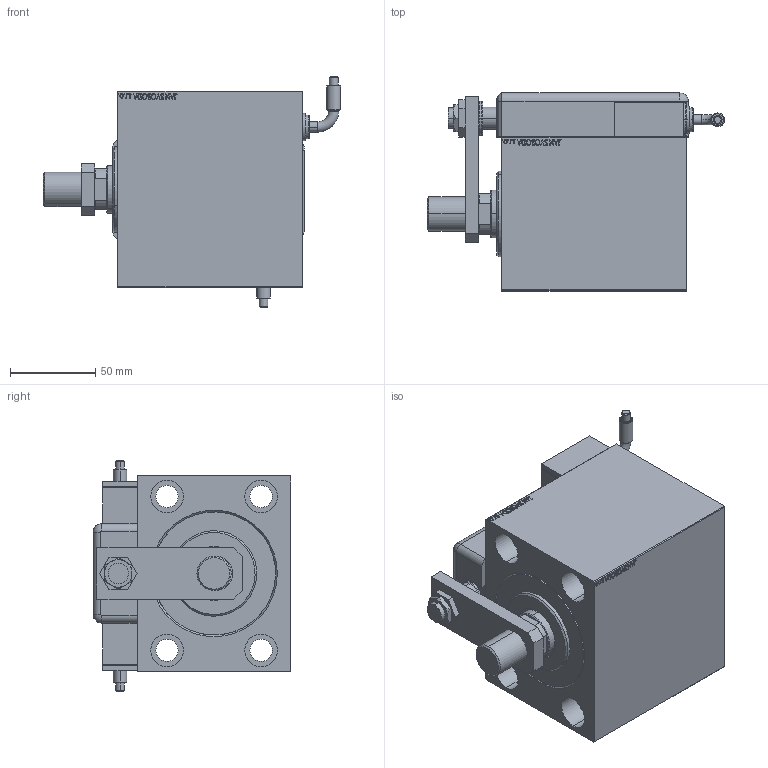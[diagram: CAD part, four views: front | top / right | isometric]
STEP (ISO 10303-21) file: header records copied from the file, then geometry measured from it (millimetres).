
FILE_DESCRIPTION (( 'STEP AP203' ), '1' );
FILE_NAME ('16ac.STEP', '2024-04-17T13:22:53', ( '' ), ( '' ), 'SwSTEP 2.0', 'SolidWorks 2019', '' );
FILE_SCHEMA (( 'CONFIG_CONTROL_DESIGN' ));
Length unit declared in the file: millimetre
Products named in the file (14): V450CM_MALE_METRIC 8fec8879f9cc9845e9215188d4b6e993; V450CM_VC_B 8fec8879f9cc9845e9215188d4b6e993; KRYT 8fec8879f9cc9845e9215188d4b6e993; 16ac; SWITCH Q 8fec8879f9cc9845e9215188d4b6e993; V450CM_C_VCP 8fec8879f9cc9845e9215188d4b6e993; SWITCH DIM A_G 8fec8879f9cc9845e9215188d4b6e993; ZARAZKA_Q 8fec8879f9cc9845e9215188d4b6e993; MAGNETIC SWITCH Q 8fec8879f9cc9845e9215188d4b6e993; SWITCH_Q_FRONT_BACK 8fec8879f9cc9845e9215188d4b6e993; TYC 8fec8879f9cc9845e9215188d4b6e993; V450CM_C_Body 8fec8879f9cc9845e9215188d4b6e993; NUT_D13 8fec8879f9cc9845e9215188d4b6e993; NUT_D19 8fec8879f9cc9845e9215188d4b6e993
Assembly tree (14 placements, depth 3):
  16ac
    V450CM_C_Body 8fec8879f9cc9845e9215188d4b6e993
    V450CM_C_VCP 8fec8879f9cc9845e9215188d4b6e993
    V450CM_VC_B 8fec8879f9cc9845e9215188d4b6e993
    V450CM_MALE_METRIC 8fec8879f9cc9845e9215188d4b6e993
    MAGNETIC SWITCH Q 8fec8879f9cc9845e9215188d4b6e993
      SWITCH_Q_FRONT_BACK 8fec8879f9cc9845e9215188d4b6e993
      TYC 8fec8879f9cc9845e9215188d4b6e993
      ZARAZKA_Q 8fec8879f9cc9845e9215188d4b6e993
      SWITCH DIM A_G 8fec8879f9cc9845e9215188d4b6e993
      NUT_D19 8fec8879f9cc9845e9215188d4b6e993
      NUT_D13 8fec8879f9cc9845e9215188d4b6e993
      KRYT 8fec8879f9cc9845e9215188d4b6e993
      SWITCH Q 8fec8879f9cc9845e9215188d4b6e993  x2
Bounding box: 173.76 x 115.8 x 135.01 mm (x, y, z)
Volume: 1126895.1 mm3; surface area: 197911 mm2
Topology: 14 solids, 14 shells, 1291 faces, 3254 edges, 2141 vertices
Faces by surface type: plane 623, bspline 475, cylinder 129, cone 38, torus 24, sphere 2
Entity records: 61843 total; most frequent: CARTESIAN_POINT 33503, ORIENTED_EDGE 6252, DIRECTION 4018, EDGE_CURVE 3126, VERTEX_POINT 2064, VECTOR 1846, LINE 1846, EDGE_LOOP 1414
